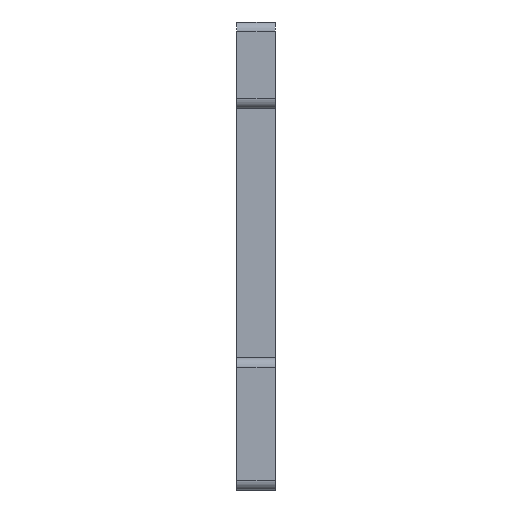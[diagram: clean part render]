
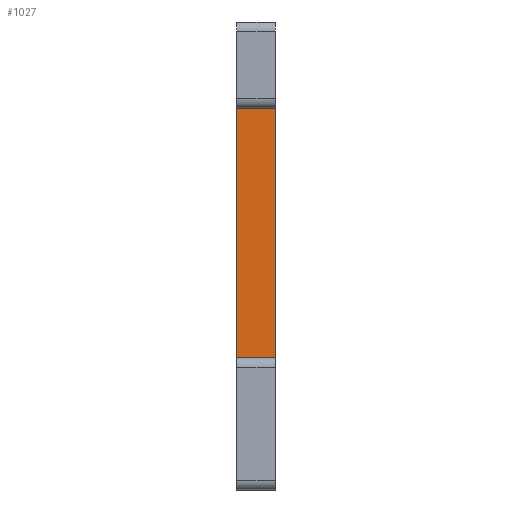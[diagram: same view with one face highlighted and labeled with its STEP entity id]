
A CAD part, left-side view. The second image highlights one B-rep face of the part: STEP entity #1027.
In plain terms, the highlighted planar face has unit normal (-1, 0, 0).
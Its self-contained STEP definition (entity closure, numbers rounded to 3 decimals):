
#19 = DIRECTION ( 'NONE',  ( 0., 1., 0. ) ) ;
#56 = EDGE_CURVE ( 'NONE', #1442, #2239, #1784, .T. ) ;
#58 = LINE ( 'NONE', #3393, #2607 ) ;
#358 = ORIENTED_EDGE ( 'NONE', *, *, #56, .T. ) ;
#413 = LINE ( 'NONE', #3276, #1902 ) ;
#601 = CARTESIAN_POINT ( 'NONE',  ( -59.8, -5., -38.5 ) ) ;
#617 = DIRECTION ( 'NONE',  ( 0., 0., 1. ) ) ;
#661 = DIRECTION ( 'NONE',  ( 0., -1., 0. ) ) ;
#701 = VECTOR ( 'NONE', #617, 1000. ) ;
#706 = CARTESIAN_POINT ( 'NONE',  ( -59.8, 5., 45.5 ) ) ;
#715 = CARTESIAN_POINT ( 'NONE',  ( -59.8, 5., -41. ) ) ;
#727 = DIRECTION ( 'NONE',  ( 1., 0., 0. ) ) ;
#741 = EDGE_LOOP ( 'NONE', ( #358, #1855, #1834, #3342 ) ) ;
#749 = EDGE_CURVE ( 'NONE', #2239, #1987, #413, .T. ) ;
#830 = EDGE_CURVE ( 'NONE', #2550, #1987, #2153, .T. ) ;
#1027 = ADVANCED_FACE ( 'NONE', ( #2574 ), #3416, .F. ) ;
#1442 = VERTEX_POINT ( 'NONE', #601 ) ;
#1460 = EDGE_CURVE ( 'NONE', #2550, #1442, #58, .T. ) ;
#1784 = LINE ( 'NONE', #3221, #1946 ) ;
#1834 = ORIENTED_EDGE ( 'NONE', *, *, #830, .F. ) ;
#1855 = ORIENTED_EDGE ( 'NONE', *, *, #749, .T. ) ;
#1902 = VECTOR ( 'NONE', #19, 1000. ) ;
#1946 = VECTOR ( 'NONE', #3243, 1000. ) ;
#1963 = AXIS2_PLACEMENT_3D ( 'NONE', #715, #727, #2878 ) ;
#1987 = VERTEX_POINT ( 'NONE', #706 ) ;
#2153 = LINE ( 'NONE', #2778, #701 ) ;
#2208 = CARTESIAN_POINT ( 'NONE',  ( -59.8, -5., 45.5 ) ) ;
#2239 = VERTEX_POINT ( 'NONE', #2208 ) ;
#2550 = VERTEX_POINT ( 'NONE', #3201 ) ;
#2574 = FACE_OUTER_BOUND ( 'NONE', #741, .T. ) ;
#2607 = VECTOR ( 'NONE', #661, 1000. ) ;
#2778 = CARTESIAN_POINT ( 'NONE',  ( -59.8, 5., -41. ) ) ;
#2878 = DIRECTION ( 'NONE',  ( 0., 0., -1. ) ) ;
#3201 = CARTESIAN_POINT ( 'NONE',  ( -59.8, 5., -38.5 ) ) ;
#3221 = CARTESIAN_POINT ( 'NONE',  ( -59.8, -5., -41. ) ) ;
#3243 = DIRECTION ( 'NONE',  ( 0., 0., 1. ) ) ;
#3276 = CARTESIAN_POINT ( 'NONE',  ( -59.8, 5., 45.5 ) ) ;
#3342 = ORIENTED_EDGE ( 'NONE', *, *, #1460, .T. ) ;
#3393 = CARTESIAN_POINT ( 'NONE',  ( -59.8, -5., -38.5 ) ) ;
#3416 = PLANE ( 'NONE',  #1963 ) ;
